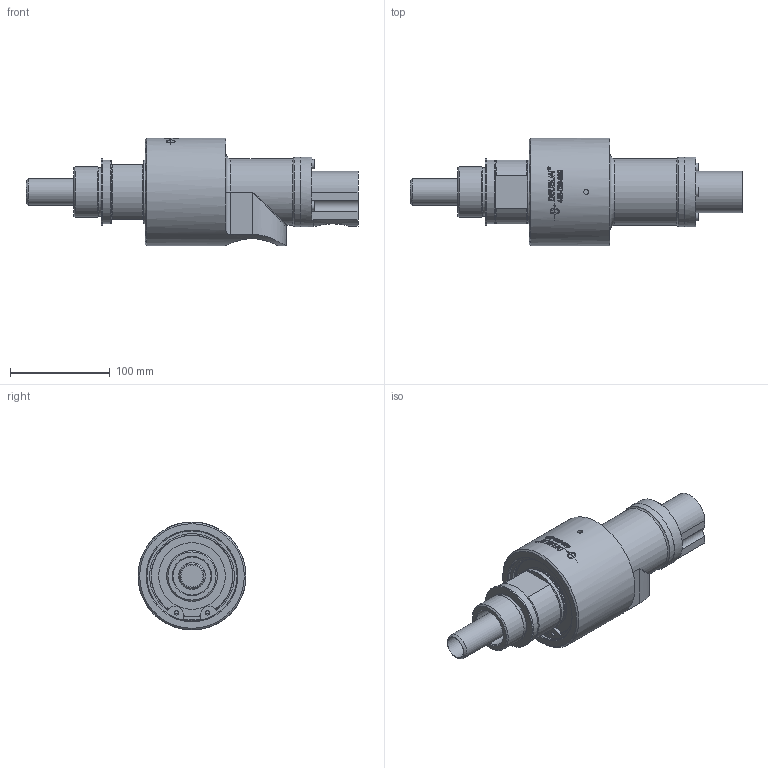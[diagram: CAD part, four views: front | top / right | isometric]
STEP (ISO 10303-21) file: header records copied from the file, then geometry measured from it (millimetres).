
FILE_DESCRIPTION(/* description */ (''),/* implementation_level */ '2;1');
FILE_NAME(/* name */ '455-030-399-IC.stp',/* time_stamp */ '2020-05-18T11:33:13-05:00',/* author */ ('Moorera'),/* organization */ (''),/* preprocessor_version */ 'ST-DEVELOPER v18.1',/* originating_system */ 'Autodesk Inventor 2020',/* authorisation */ '');
FILE_SCHEMA (('AUTOMOTIVE_DESIGN { 1 0 10303 214 3 1 1 }'));
Length unit declared in the file: millimetre
Products named in the file (1): 455-030-399-IC
Bounding box: 332.2 x 107.95 x 107.95 mm (x, y, z)
Volume: 1250065.5 mm3; surface area: 138363.4 mm2
Topology: 1 solids, 5 shells, 480 faces, 1272 edges, 854 vertices
Faces by surface type: plane 221, bspline 131, cylinder 92, cone 23, torus 13
Full cylindrical faces by diameter (mm): 4.361 x2, 4.775 x1, 6.35 x3, 7 x3, 9.525 x3, 10.3 x3, 20.6 x1, 22.149 x1, 23.401 x1, 26.645 x1, 26.975 x1, 38.1 x1, 44.099 x1, 49.4 x1, 50.754 x1, 50.8 x1, 53.975 x1, 56.25 x1, 63.3 x1, 64 x2, 66.675 x1, 66.7 x1, 69.939 x1, 70 x1, 81.2 x1, 81.7 x1, 90.011 x1, 90.094 x1, 97.257 x1, 107.95 x1
Entity records: 19938 total; most frequent: CARTESIAN_POINT 8280, ORIENTED_EDGE 2534, DIRECTION 2131, EDGE_CURVE 1267, VERTEX_POINT 854, AXIS2_PLACEMENT_3D 831, EDGE_LOOP 549, FACE_OUTER_BOUND 480
